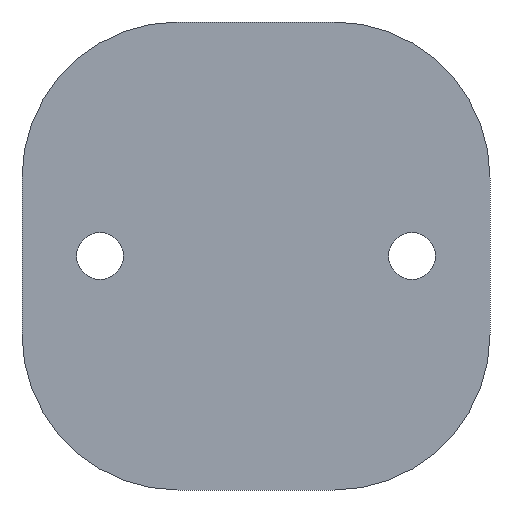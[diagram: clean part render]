
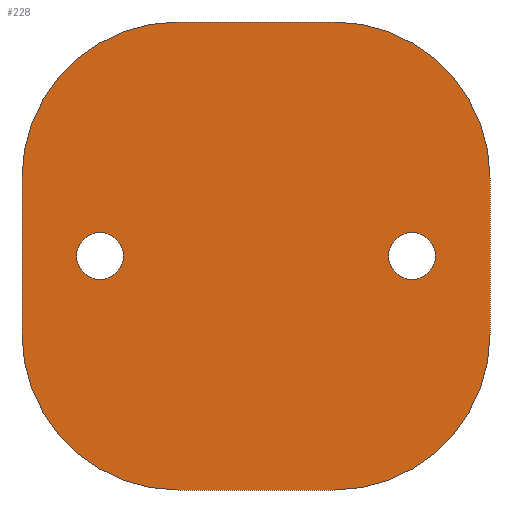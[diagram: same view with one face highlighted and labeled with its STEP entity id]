
A CAD part, front view. The second image highlights one B-rep face of the part: STEP entity #228.
In plain terms, the highlighted planar face has unit normal (0, -1, 0).
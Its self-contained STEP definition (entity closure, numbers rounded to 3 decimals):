
#17=FACE_BOUND('',#51,.T.);
#18=FACE_BOUND('',#52,.T.);
#24=PLANE('',#266);
#36=FACE_OUTER_BOUND('',#50,.T.);
#50=EDGE_LOOP('',(#201,#202,#203,#204,#205,#206,#207,#208));
#51=EDGE_LOOP('',(#209));
#52=EDGE_LOOP('',(#210));
#55=LINE('',#347,#73);
#64=LINE('',#376,#82);
#69=LINE('',#394,#87);
#70=LINE('',#396,#88);
#73=VECTOR('',#279,10.);
#82=VECTOR('',#306,10.);
#87=VECTOR('',#329,10.);
#88=VECTOR('',#332,10.);
#89=CIRCLE('',#244,10.);
#96=CIRCLE('',#254,10.);
#97=CIRCLE('',#257,10.);
#98=CIRCLE('',#259,10.);
#99=CIRCLE('',#261,1.5);
#100=CIRCLE('',#263,1.5);
#101=VERTEX_POINT('',#337);
#102=VERTEX_POINT('',#338);
#105=VERTEX_POINT('',#346);
#114=VERTEX_POINT('',#368);
#115=VERTEX_POINT('',#369);
#116=VERTEX_POINT('',#374);
#117=VERTEX_POINT('',#378);
#118=VERTEX_POINT('',#382);
#119=VERTEX_POINT('',#386);
#120=VERTEX_POINT('',#390);
#121=EDGE_CURVE('',#101,#102,#89,.T.);
#125=EDGE_CURVE('',#101,#105,#55,.T.);
#136=EDGE_CURVE('',#114,#115,#96,.T.);
#140=EDGE_CURVE('',#116,#115,#64,.T.);
#141=EDGE_CURVE('',#116,#117,#97,.T.);
#143=EDGE_CURVE('',#118,#105,#98,.T.);
#145=EDGE_CURVE('',#119,#119,#99,.T.);
#147=EDGE_CURVE('',#120,#120,#100,.T.);
#149=EDGE_CURVE('',#118,#117,#69,.T.);
#150=EDGE_CURVE('',#114,#102,#70,.T.);
#201=ORIENTED_EDGE('',*,*,#121,.T.);
#202=ORIENTED_EDGE('',*,*,#150,.F.);
#203=ORIENTED_EDGE('',*,*,#136,.T.);
#204=ORIENTED_EDGE('',*,*,#140,.F.);
#205=ORIENTED_EDGE('',*,*,#141,.T.);
#206=ORIENTED_EDGE('',*,*,#149,.F.);
#207=ORIENTED_EDGE('',*,*,#143,.T.);
#208=ORIENTED_EDGE('',*,*,#125,.F.);
#209=ORIENTED_EDGE('',*,*,#147,.F.);
#210=ORIENTED_EDGE('',*,*,#145,.F.);
#228=ADVANCED_FACE('',(#36,#17,#18),#24,.T.);
#244=AXIS2_PLACEMENT_3D('',#339,#271,#272);
#254=AXIS2_PLACEMENT_3D('',#370,#299,#300);
#257=AXIS2_PLACEMENT_3D('',#379,#309,#310);
#259=AXIS2_PLACEMENT_3D('',#383,#314,#315);
#261=AXIS2_PLACEMENT_3D('',#387,#319,#320);
#263=AXIS2_PLACEMENT_3D('',#391,#324,#325);
#266=AXIS2_PLACEMENT_3D('',#397,#333,#334);
#271=DIRECTION('center_axis',(0.,-1.,0.));
#272=DIRECTION('ref_axis',(0.707,0.,0.707));
#279=DIRECTION('',(0.,0.,-1.));
#299=DIRECTION('center_axis',(0.,-1.,0.));
#300=DIRECTION('ref_axis',(-0.707,0.,0.707));
#306=DIRECTION('',(0.,0.,1.));
#309=DIRECTION('center_axis',(0.,-1.,0.));
#310=DIRECTION('ref_axis',(-0.707,0.,-0.707));
#314=DIRECTION('center_axis',(0.,-1.,0.));
#315=DIRECTION('ref_axis',(0.707,0.,-0.707));
#319=DIRECTION('center_axis',(0.,-1.,0.));
#320=DIRECTION('ref_axis',(-1.,0.,0.));
#324=DIRECTION('center_axis',(0.,-1.,0.));
#325=DIRECTION('ref_axis',(-1.,0.,0.));
#329=DIRECTION('',(-1.,0.,0.));
#332=DIRECTION('',(1.,0.,0.));
#333=DIRECTION('center_axis',(0.,-1.,0.));
#334=DIRECTION('ref_axis',(-1.,0.,0.));
#337=CARTESIAN_POINT('',(15.,1.641,5.));
#338=CARTESIAN_POINT('',(5.,1.641,15.));
#339=CARTESIAN_POINT('Origin',(5.,1.641,5.));
#346=CARTESIAN_POINT('',(15.,1.641,-5.));
#347=CARTESIAN_POINT('',(15.,1.641,15.));
#368=CARTESIAN_POINT('',(-5.,1.641,15.));
#369=CARTESIAN_POINT('',(-15.,1.641,5.));
#370=CARTESIAN_POINT('Origin',(-5.,1.641,5.));
#374=CARTESIAN_POINT('',(-15.,1.641,-5.));
#376=CARTESIAN_POINT('',(-15.,1.641,-15.));
#378=CARTESIAN_POINT('',(-5.,1.641,-15.));
#379=CARTESIAN_POINT('Origin',(-5.,1.641,-5.));
#382=CARTESIAN_POINT('',(5.,1.641,-15.));
#383=CARTESIAN_POINT('Origin',(5.,1.641,-5.));
#386=CARTESIAN_POINT('',(11.5,1.641,0.));
#387=CARTESIAN_POINT('Origin',(10.,1.641,0.));
#390=CARTESIAN_POINT('',(-8.5,1.641,0.));
#391=CARTESIAN_POINT('Origin',(-10.,1.641,0.));
#394=CARTESIAN_POINT('',(15.,1.641,-15.));
#396=CARTESIAN_POINT('',(-15.,1.641,15.));
#397=CARTESIAN_POINT('Origin',(0.,1.641,0.));
